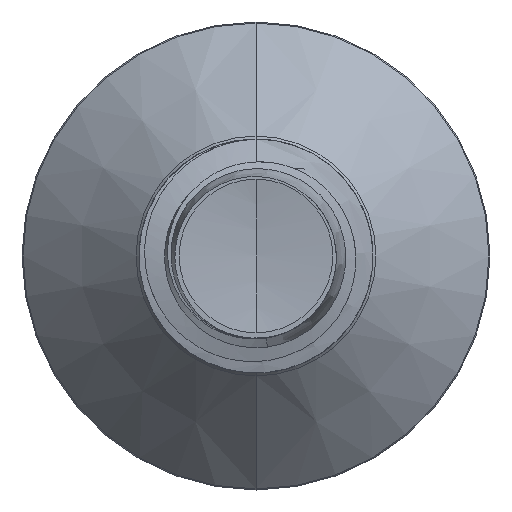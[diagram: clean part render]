
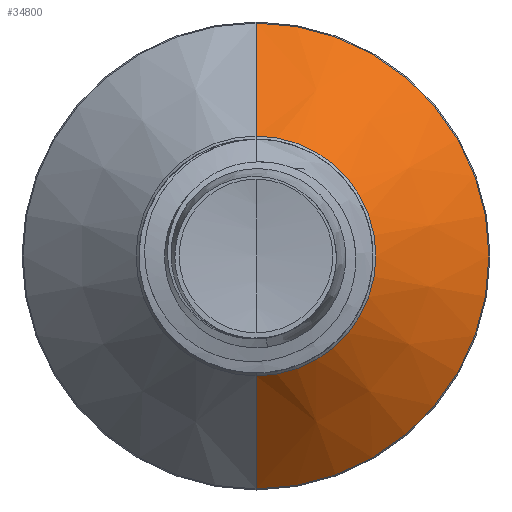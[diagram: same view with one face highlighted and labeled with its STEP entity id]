
A CAD part, front view. The second image highlights one B-rep face of the part: STEP entity #34800.
In plain terms, the highlighted conical face has half-angle 45 degrees and reference radius 2.563 mm.
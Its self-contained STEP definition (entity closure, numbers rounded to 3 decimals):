
#600 = LINE ( 'NONE', #5514, #14992 ) ;
#1245 = DIRECTION ( 'NONE',  ( 0., 0.707, 0.707 ) ) ;
#2649 = DIRECTION ( 'NONE',  ( 0., 0., 1. ) ) ;
#3253 = ORIENTED_EDGE ( 'NONE', *, *, #8805, .F. ) ;
#3763 = VERTEX_POINT ( 'NONE', #12574 ) ;
#4455 = CIRCLE ( 'NONE', #18830, 4.978 ) ;
#5144 = ORIENTED_EDGE ( 'NONE', *, *, #17094, .T. ) ;
#5265 = DIRECTION ( 'NONE',  ( 0., 1., 0. ) ) ;
#5514 = CARTESIAN_POINT ( 'NONE',  ( 0., 15.813, -2.563 ) ) ;
#6275 = CARTESIAN_POINT ( 'NONE',  ( 0., 15.813, 2.563 ) ) ;
#6602 = CARTESIAN_POINT ( 'NONE',  ( 0., 15.813, 2.563 ) ) ;
#7291 = CONICAL_SURFACE ( 'NONE', #34278, 2.563, 0.785 ) ;
#7594 = DIRECTION ( 'NONE',  ( 0., 1., 0. ) ) ;
#8805 = EDGE_CURVE ( 'NONE', #3763, #15583, #4455, .T. ) ;
#10337 = DIRECTION ( 'NONE',  ( 0., 1., 0. ) ) ;
#11868 = ORIENTED_EDGE ( 'NONE', *, *, #13983, .T. ) ;
#12574 = CARTESIAN_POINT ( 'NONE',  ( 0., 18.228, 4.978 ) ) ;
#13983 = EDGE_CURVE ( 'NONE', #16074, #15583, #600, .T. ) ;
#14327 = AXIS2_PLACEMENT_3D ( 'NONE', #23813, #7594, #26508 ) ;
#14992 = VECTOR ( 'NONE', #24470, 1000. ) ;
#15583 = VERTEX_POINT ( 'NONE', #31598 ) ;
#16055 = ORIENTED_EDGE ( 'NONE', *, *, #26675, .F. ) ;
#16074 = VERTEX_POINT ( 'NONE', #23959 ) ;
#17094 = EDGE_CURVE ( 'NONE', #19070, #16074, #20931, .T. ) ;
#17325 = EDGE_LOOP ( 'NONE', ( #5144, #11868, #3253, #16055 ) ) ;
#18830 = AXIS2_PLACEMENT_3D ( 'NONE', #26534, #10337, #29214 ) ;
#19070 = VERTEX_POINT ( 'NONE', #6275 ) ;
#20931 = CIRCLE ( 'NONE', #14327, 2.563 ) ;
#23813 = CARTESIAN_POINT ( 'NONE',  ( 0., 15.813, 0. ) ) ;
#23959 = CARTESIAN_POINT ( 'NONE',  ( 0., 15.813, -2.563 ) ) ;
#24227 = CARTESIAN_POINT ( 'NONE',  ( 0., 15.813, 0. ) ) ;
#24470 = DIRECTION ( 'NONE',  ( 0., 0.707, -0.707 ) ) ;
#26508 = DIRECTION ( 'NONE',  ( 0., 0., 1. ) ) ;
#26534 = CARTESIAN_POINT ( 'NONE',  ( 0., 18.228, 0. ) ) ;
#26675 = EDGE_CURVE ( 'NONE', #19070, #3763, #33883, .T. ) ;
#26786 = VECTOR ( 'NONE', #1245, 1000. ) ;
#29214 = DIRECTION ( 'NONE',  ( 0., 0., 1. ) ) ;
#30505 = FACE_OUTER_BOUND ( 'NONE', #17325, .T. ) ;
#31598 = CARTESIAN_POINT ( 'NONE',  ( 0., 18.228, -4.978 ) ) ;
#33883 = LINE ( 'NONE', #6602, #26786 ) ;
#34278 = AXIS2_PLACEMENT_3D ( 'NONE', #24227, #5265, #2649 ) ;
#34800 = ADVANCED_FACE ( 'NONE', ( #30505 ), #7291, .T. ) ;
